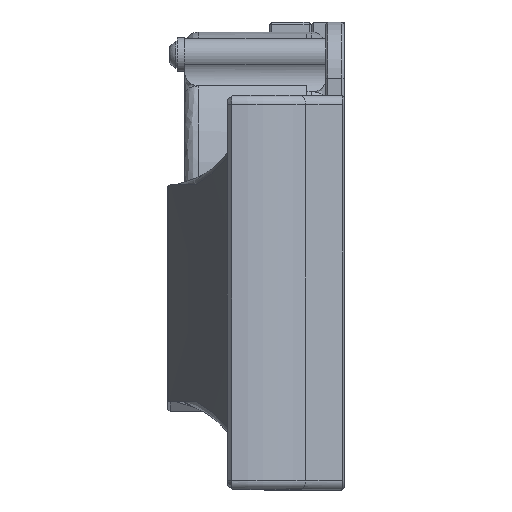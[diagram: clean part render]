
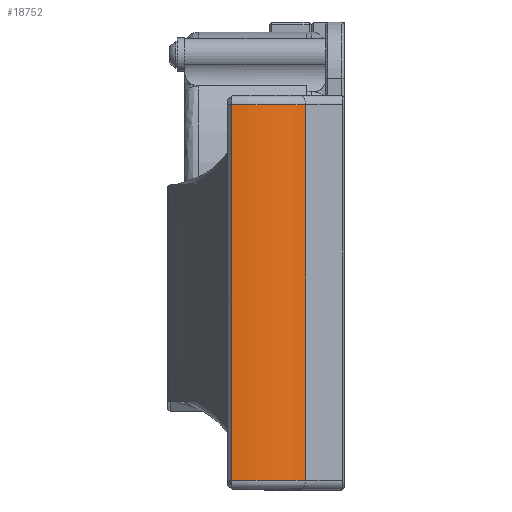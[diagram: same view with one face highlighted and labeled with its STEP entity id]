
A CAD part, top view. The second image highlights one B-rep face of the part: STEP entity #18752.
In plain terms, the highlighted cylindrical face has radius 22.994 mm (diameter 45.988 mm), a partial arc.
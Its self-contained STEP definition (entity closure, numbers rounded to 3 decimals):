
#824=CYLINDRICAL_SURFACE('',#19947,22.994);
#1841=FACE_OUTER_BOUND('',#2891,.T.);
#2891=EDGE_LOOP('',(#13457,#13458,#13459,#13460));
#4167=LINE('',#28067,#5656);
#4203=LINE('',#28869,#5692);
#5656=VECTOR('',#22292,10.);
#5692=VECTOR('',#22426,10.);
#6994=CIRCLE('',#19943,22.994);
#6996=CIRCLE('',#19948,22.994);
#8086=VERTEX_POINT('',#27893);
#8103=VERTEX_POINT('',#28064);
#8104=VERTEX_POINT('',#28066);
#8165=VERTEX_POINT('',#28863);
#10097=EDGE_CURVE('',#8103,#8104,#4167,.T.);
#10187=EDGE_CURVE('',#8104,#8165,#6994,.T.);
#10190=EDGE_CURVE('',#8165,#8086,#4203,.T.);
#10191=EDGE_CURVE('',#8086,#8103,#6996,.T.);
#13457=ORIENTED_EDGE('',*,*,#10097,.F.);
#13458=ORIENTED_EDGE('',*,*,#10191,.F.);
#13459=ORIENTED_EDGE('',*,*,#10190,.F.);
#13460=ORIENTED_EDGE('',*,*,#10187,.F.);
#18752=ADVANCED_FACE('',(#1841),#824,.T.);
#19943=AXIS2_PLACEMENT_3D('',#28864,#22417,#22418);
#19947=AXIS2_PLACEMENT_3D('',#28870,#22427,#22428);
#19948=AXIS2_PLACEMENT_3D('',#28871,#22429,#22430);
#22292=DIRECTION('',(0.,1.,0.));
#22417=DIRECTION('center_axis',(0.,1.,0.));
#22418=DIRECTION('ref_axis',(0.301,0.,0.954));
#22426=DIRECTION('',(0.,-1.,0.));
#22427=DIRECTION('center_axis',(0.,-1.,0.));
#22428=DIRECTION('ref_axis',(0.643,0.,0.766));
#22429=DIRECTION('center_axis',(0.,-1.,0.));
#22430=DIRECTION('ref_axis',(0.301,0.,0.954));
#27893=CARTESIAN_POINT('',(105.788,-71.85,223.82));
#28064=CARTESIAN_POINT('',(90.002,-71.85,229.178));
#28066=CARTESIAN_POINT('',(90.002,8.15,229.178));
#28067=CARTESIAN_POINT('',(90.002,-31.85,229.178));
#28863=CARTESIAN_POINT('',(105.788,8.15,223.82));
#28864=CARTESIAN_POINT('Origin',(91.008,8.15,206.206));
#28869=CARTESIAN_POINT('',(105.788,-31.85,223.82));
#28870=CARTESIAN_POINT('Origin',(91.008,-31.85,206.206));
#28871=CARTESIAN_POINT('Origin',(91.008,-71.85,206.206));
